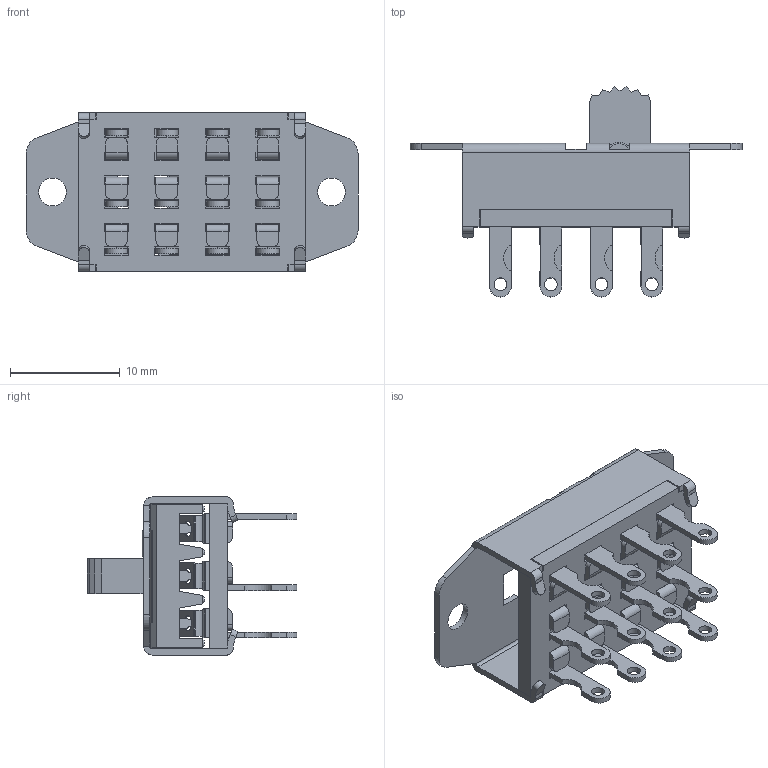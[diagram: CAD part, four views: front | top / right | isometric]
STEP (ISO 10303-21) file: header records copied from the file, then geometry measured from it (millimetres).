
FILE_DESCRIPTION(/* description */ (''),/* implementation_level */ '2;1');
FILE_NAME(/* name */ 'G-168S-0000_3D Model.stp',/* time_stamp */ '2023-10-02T09:57:57-04:00',/* author */ ('dwiltbank'),/* organization */ (''),/* preprocessor_version */ 'ST-DEVELOPER v19.2',/* originating_system */ 'Autodesk Inventor 2024',/* authorisation */ '');
FILE_SCHEMA (('AUTOMOTIVE_DESIGN { 1 0 10303 214 3 1 1 }'));
Length unit declared in the file: inch
Products named in the file (1): G-168S-0000_Shrinkwrap_1
Bounding box: 30.23 x 19.11 x 14.4 mm (x, y, z)
Volume: 1401.1 mm3; surface area: 3915.6 mm2
Topology: 1 solids, 1 shells, 897 faces, 2807 edges, 1824 vertices
Faces by surface type: plane 594, cylinder 295, bspline 8
Full cylindrical faces by diameter (mm): 1.168 x12, 1.6 x6, 2.54 x2
Entity records: 32558 total; most frequent: CARTESIAN_POINT 5857, ORIENTED_EDGE 5614, DIRECTION 5200, EDGE_CURVE 2807, LINE 2146, VECTOR 2146, VERTEX_POINT 1824, AXIS2_PLACEMENT_3D 1527
